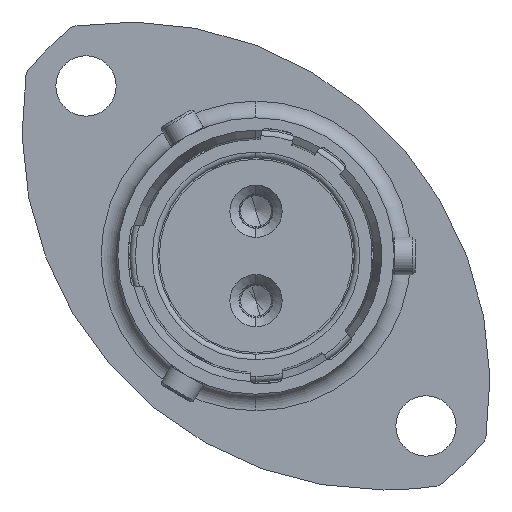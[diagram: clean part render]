
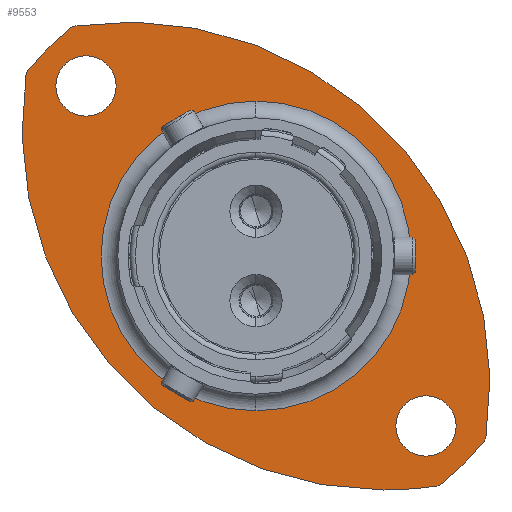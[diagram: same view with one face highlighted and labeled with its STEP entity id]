
A CAD part, left-side view. The second image highlights one B-rep face of the part: STEP entity #9553.
In plain terms, the highlighted planar face has unit normal (-1, 0, 0).
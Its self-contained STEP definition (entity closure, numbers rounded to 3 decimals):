
#355 = CARTESIAN_POINT ( 'NONE',  ( 13.794, 4.766, -2.085 ) ) ;
#356 = DIRECTION ( 'NONE',  ( 1., 0., 0. ) ) ;
#357 = DIRECTION ( 'NONE',  ( 0., 0., -1. ) ) ;
#628 = EDGE_CURVE ( 'NONE', #5350, #5348, #12298, .T. ) ;
#632 = EDGE_CURVE ( 'NONE', #5355, #5351, #12305, .T. ) ;
#636 = EDGE_CURVE ( 'NONE', #5357, #5356, #12309, .T. ) ;
#750 = CARTESIAN_POINT ( 'NONE',  ( 13.794, 4.766, -2.085 ) ) ;
#751 = DIRECTION ( 'NONE',  ( -1., 0., 0. ) ) ;
#752 = DIRECTION ( 'NONE',  ( 0., 0., 1. ) ) ;
#753 = CARTESIAN_POINT ( 'NONE',  ( 13.794, 11.66, -8.979 ) ) ;
#754 = DIRECTION ( 'NONE',  ( -1., 0., 0. ) ) ;
#755 = DIRECTION ( 'NONE',  ( 0., 0., -1. ) ) ;
#756 = CARTESIAN_POINT ( 'NONE',  ( 13.794, 4.766, -2.085 ) ) ;
#757 = DIRECTION ( 'NONE',  ( -1., 0., 0. ) ) ;
#758 = DIRECTION ( 'NONE',  ( 0., 0., 1. ) ) ;
#759 = CARTESIAN_POINT ( 'NONE',  ( 13.794, -2.128, 4.81 ) ) ;
#760 = DIRECTION ( 'NONE',  ( -1., 0., 0. ) ) ;
#761 = DIRECTION ( 'NONE',  ( 0., 0., -1. ) ) ;
#763 = CARTESIAN_POINT ( 'NONE',  ( 13.794, -4.391, -11.242 ) ) ;
#764 = DIRECTION ( 'NONE',  ( -1., 0., 0. ) ) ;
#765 = DIRECTION ( 'NONE',  ( 0., 0., -1. ) ) ;
#766 = CARTESIAN_POINT ( 'NONE',  ( 13.794, 13.923, 7.072 ) ) ;
#767 = DIRECTION ( 'NONE',  ( -1., 0., 0. ) ) ;
#768 = DIRECTION ( 'NONE',  ( 0., 0., -1. ) ) ;
#5348 = VERTEX_POINT ( 'NONE', #13142 ) ;
#5350 = VERTEX_POINT ( 'NONE', #13144 ) ;
#5351 = VERTEX_POINT ( 'NONE', #13145 ) ;
#5355 = VERTEX_POINT ( 'NONE', #13149 ) ;
#5356 = VERTEX_POINT ( 'NONE', #13150 ) ;
#5357 = VERTEX_POINT ( 'NONE', #13151 ) ;
#6140 = CARTESIAN_POINT ( 'NONE',  ( 13.794, 4.766, 6.26 ) ) ;
#6143 = CARTESIAN_POINT ( 'NONE',  ( 13.794, 4.766, -10.43 ) ) ;
#6159 = CARTESIAN_POINT ( 'NONE',  ( 13.794, 14.624, 10.294 ) ) ;
#6174 = CARTESIAN_POINT ( 'NONE',  ( 13.794, -7.613, -11.943 ) ) ;
#6183 = CARTESIAN_POINT ( 'NONE',  ( 13.794, 17.145, 7.774 ) ) ;
#7807 = AXIS2_PLACEMENT_3D ( 'NONE', #12789, #12790, #12791 ) ;
#7907 = AXIS2_PLACEMENT_3D ( 'NONE', #13017, #13018, #13019 ) ;
#7908 = CIRCLE ( 'NONE', #7907, 8.345 ) ;
#9052 = EDGE_LOOP ( 'NONE', ( #11929, #11930 ) ) ;
#9054 = EDGE_LOOP ( 'NONE', ( #11925, #11926 ) ) ;
#9056 = EDGE_LOOP ( 'NONE', ( #11927, #11928 ) ) ;
#9057 = EDGE_LOOP ( 'NONE', ( #11931, #11932, #11933, #11934, #11935 ) ) ;
#9331 = EDGE_CURVE ( 'NONE', #11914, #11917, #12511, .T. ) ;
#9482 = EDGE_CURVE ( 'NONE', #12544, #12562, #11332, .T. ) ;
#9483 = EDGE_CURVE ( 'NONE', #12553, #12544, #11336, .T. ) ;
#9484 = EDGE_CURVE ( 'NONE', #5356, #12553, #11338, .T. ) ;
#9485 = EDGE_CURVE ( 'NONE', #12562, #5357, #11340, .T. ) ;
#9486 = EDGE_CURVE ( 'NONE', #5351, #5355, #11342, .T. ) ;
#9487 = EDGE_CURVE ( 'NONE', #5348, #5350, #11344, .T. ) ;
#9553 = ADVANCED_FACE ( 'NONE', ( #12775, #12777, #12779, #12781 ), #12774, .F. ) ;
#9570 = EDGE_CURVE ( 'NONE', #11917, #11914, #7908, .T. ) ;
#10635 = CARTESIAN_POINT ( 'NONE',  ( 13.794, 13.923, 7.072 ) ) ;
#10636 = DIRECTION ( 'NONE',  ( -1., 0., 0. ) ) ;
#10637 = DIRECTION ( 'NONE',  ( 0., 0., -1. ) ) ;
#10647 = CARTESIAN_POINT ( 'NONE',  ( 13.794, -4.391, -11.242 ) ) ;
#10648 = DIRECTION ( 'NONE',  ( -1., 0., 0. ) ) ;
#10649 = DIRECTION ( 'NONE',  ( 0., 0., -1. ) ) ;
#10659 = CARTESIAN_POINT ( 'NONE',  ( 13.794, -2.128, 4.81 ) ) ;
#10660 = DIRECTION ( 'NONE',  ( -1., 0., 0. ) ) ;
#10661 = DIRECTION ( 'NONE',  ( 0., 0., -1. ) ) ;
#11332 = CIRCLE ( 'NONE', #11337, 15.825 ) ;
#11336 = CIRCLE ( 'NONE', #11339, 19.5 ) ;
#11337 = AXIS2_PLACEMENT_3D ( 'NONE', #750, #751, #752 ) ;
#11338 = CIRCLE ( 'NONE', #11341, 15.825 ) ;
#11339 = AXIS2_PLACEMENT_3D ( 'NONE', #753, #754, #755 ) ;
#11340 = CIRCLE ( 'NONE', #11343, 19.5 ) ;
#11341 = AXIS2_PLACEMENT_3D ( 'NONE', #756, #757, #758 ) ;
#11342 = CIRCLE ( 'NONE', #11345, 1.625 ) ;
#11343 = AXIS2_PLACEMENT_3D ( 'NONE', #759, #760, #761 ) ;
#11344 = CIRCLE ( 'NONE', #11347, 1.625 ) ;
#11345 = AXIS2_PLACEMENT_3D ( 'NONE', #763, #764, #765 ) ;
#11347 = AXIS2_PLACEMENT_3D ( 'NONE', #766, #767, #768 ) ;
#11914 = VERTEX_POINT ( 'NONE', #6140 ) ;
#11917 = VERTEX_POINT ( 'NONE', #6143 ) ;
#11925 = ORIENTED_EDGE ( 'NONE', *, *, #9570, .T. ) ;
#11926 = ORIENTED_EDGE ( 'NONE', *, *, #9331, .T. ) ;
#11927 = ORIENTED_EDGE ( 'NONE', *, *, #628, .F. ) ;
#11928 = ORIENTED_EDGE ( 'NONE', *, *, #9487, .F. ) ;
#11929 = ORIENTED_EDGE ( 'NONE', *, *, #632, .F. ) ;
#11930 = ORIENTED_EDGE ( 'NONE', *, *, #9486, .F. ) ;
#11931 = ORIENTED_EDGE ( 'NONE', *, *, #9485, .T. ) ;
#11932 = ORIENTED_EDGE ( 'NONE', *, *, #636, .T. ) ;
#11933 = ORIENTED_EDGE ( 'NONE', *, *, #9484, .T. ) ;
#11934 = ORIENTED_EDGE ( 'NONE', *, *, #9483, .T. ) ;
#11935 = ORIENTED_EDGE ( 'NONE', *, *, #9482, .T. ) ;
#12298 = CIRCLE ( 'NONE', #12301, 1.625 ) ;
#12301 = AXIS2_PLACEMENT_3D ( 'NONE', #10635, #10636, #10637 ) ;
#12305 = CIRCLE ( 'NONE', #12307, 1.625 ) ;
#12307 = AXIS2_PLACEMENT_3D ( 'NONE', #10647, #10648, #10649 ) ;
#12309 = CIRCLE ( 'NONE', #12313, 19.5 ) ;
#12313 = AXIS2_PLACEMENT_3D ( 'NONE', #10659, #10660, #10661 ) ;
#12511 = CIRCLE ( 'NONE', #12514, 8.345 ) ;
#12514 = AXIS2_PLACEMENT_3D ( 'NONE', #355, #356, #357 ) ;
#12544 = VERTEX_POINT ( 'NONE', #6159 ) ;
#12553 = VERTEX_POINT ( 'NONE', #6174 ) ;
#12562 = VERTEX_POINT ( 'NONE', #6183 ) ;
#12774 = PLANE ( 'NONE',  #7807 ) ;
#12775 = FACE_BOUND ( 'NONE', #9054, .T. ) ;
#12777 = FACE_BOUND ( 'NONE', #9056, .T. ) ;
#12779 = FACE_BOUND ( 'NONE', #9052, .T. ) ;
#12781 = FACE_OUTER_BOUND ( 'NONE', #9057, .T. ) ;
#12789 = CARTESIAN_POINT ( 'NONE',  ( 13.794, 12.211, -2.085 ) ) ;
#12790 = DIRECTION ( 'NONE',  ( 1., 0., 0. ) ) ;
#12791 = DIRECTION ( 'NONE',  ( 0., 0., -1. ) ) ;
#13017 = CARTESIAN_POINT ( 'NONE',  ( 13.794, 4.766, -2.085 ) ) ;
#13018 = DIRECTION ( 'NONE',  ( 1., 0., 0. ) ) ;
#13019 = DIRECTION ( 'NONE',  ( 0., 0., -1. ) ) ;
#13142 = CARTESIAN_POINT ( 'NONE',  ( 13.794, 13.923, 8.697 ) ) ;
#13144 = CARTESIAN_POINT ( 'NONE',  ( 13.794, 13.923, 5.447 ) ) ;
#13145 = CARTESIAN_POINT ( 'NONE',  ( 13.794, -4.391, -9.617 ) ) ;
#13149 = CARTESIAN_POINT ( 'NONE',  ( 13.794, -4.391, -12.867 ) ) ;
#13150 = CARTESIAN_POINT ( 'NONE',  ( 13.794, -5.092, -14.464 ) ) ;
#13151 = CARTESIAN_POINT ( 'NONE',  ( 13.794, -2.128, -14.69 ) ) ;
